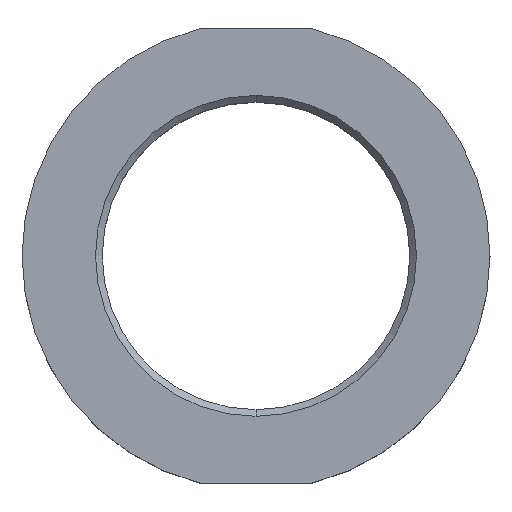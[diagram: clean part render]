
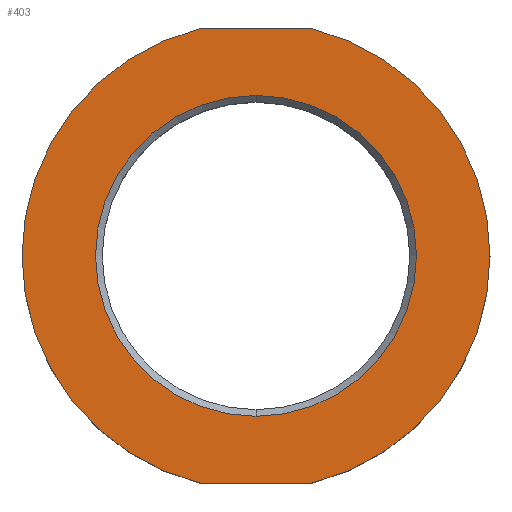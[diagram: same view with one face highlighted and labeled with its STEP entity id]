
A CAD part, top view. The second image highlights one B-rep face of the part: STEP entity #403.
In plain terms, the highlighted planar face has unit normal (0, 0, 1).
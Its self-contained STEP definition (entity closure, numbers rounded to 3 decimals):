
#14 = AXIS2_PLACEMENT_3D ( 'NONE', #687, #426, #185 ) ;
#50 = FACE_OUTER_BOUND ( 'NONE', #52, .T. ) ;
#52 = EDGE_LOOP ( 'NONE', ( #672, #211, #661, #455 ) ) ;
#82 = ORIENTED_EDGE ( 'NONE', *, *, #371, .T. ) ;
#149 = CIRCLE ( 'NONE', #357, 35. ) ;
#150 = FACE_BOUND ( 'NONE', #259, .T. ) ;
#162 = VERTEX_POINT ( 'NONE', #653 ) ;
#179 = CARTESIAN_POINT ( 'NONE',  ( 0., -24., 0. ) ) ;
#185 = DIRECTION ( 'NONE',  ( 0., -1., 0. ) ) ;
#211 = ORIENTED_EDGE ( 'NONE', *, *, #396, .F. ) ;
#259 = EDGE_LOOP ( 'NONE', ( #537, #82 ) ) ;
#288 = AXIS2_PLACEMENT_3D ( 'NONE', #617, #812, #560 ) ;
#289 = DIRECTION ( 'NONE',  ( 0., 0., -1. ) ) ;
#306 = CARTESIAN_POINT ( 'NONE',  ( 8.307, 34., 0. ) ) ;
#316 = CIRCLE ( 'NONE', #288, 35. ) ;
#326 = LINE ( 'NONE', #773, #703 ) ;
#337 = VECTOR ( 'NONE', #799, 1000. ) ;
#342 = CARTESIAN_POINT ( 'NONE',  ( 0., 24., 0. ) ) ;
#357 = AXIS2_PLACEMENT_3D ( 'NONE', #797, #289, #655 ) ;
#371 = EDGE_CURVE ( 'NONE', #587, #404, #379, .T. ) ;
#379 = CIRCLE ( 'NONE', #470, 24. ) ;
#396 = EDGE_CURVE ( 'NONE', #736, #535, #316, .T. ) ;
#403 = ADVANCED_FACE ( 'NONE', ( #150, #50 ), #748, .T. ) ;
#404 = VERTEX_POINT ( 'NONE', #179 ) ;
#426 = DIRECTION ( 'NONE',  ( 0., 0., -1. ) ) ;
#429 = DIRECTION ( 'NONE',  ( 0., -1., 0. ) ) ;
#434 = CARTESIAN_POINT ( 'NONE',  ( 0., 35., 0. ) ) ;
#436 = DIRECTION ( 'NONE',  ( 0., -1., 0. ) ) ;
#441 = EDGE_CURVE ( 'NONE', #404, #587, #705, .T. ) ;
#449 = DIRECTION ( 'NONE',  ( 1., 0., 0. ) ) ;
#455 = ORIENTED_EDGE ( 'NONE', *, *, #632, .F. ) ;
#470 = AXIS2_PLACEMENT_3D ( 'NONE', #682, #753, #436 ) ;
#501 = DIRECTION ( 'NONE',  ( 0., 0., 1. ) ) ;
#535 = VERTEX_POINT ( 'NONE', #722 ) ;
#537 = ORIENTED_EDGE ( 'NONE', *, *, #441, .T. ) ;
#559 = AXIS2_PLACEMENT_3D ( 'NONE', #434, #501, #429 ) ;
#560 = DIRECTION ( 'NONE',  ( 0., 1., 0. ) ) ;
#561 = EDGE_CURVE ( 'NONE', #162, #736, #663, .T. ) ;
#587 = VERTEX_POINT ( 'NONE', #342 ) ;
#599 = CARTESIAN_POINT ( 'NONE',  ( -35., 34., 0. ) ) ;
#617 = CARTESIAN_POINT ( 'NONE',  ( 0., 0., 0. ) ) ;
#618 = CARTESIAN_POINT ( 'NONE',  ( -8.307, -34., 0. ) ) ;
#632 = EDGE_CURVE ( 'NONE', #726, #162, #149, .T. ) ;
#653 = CARTESIAN_POINT ( 'NONE',  ( -8.307, 34., 0. ) ) ;
#655 = DIRECTION ( 'NONE',  ( 0., 1., 0. ) ) ;
#661 = ORIENTED_EDGE ( 'NONE', *, *, #561, .F. ) ;
#663 = LINE ( 'NONE', #599, #337 ) ;
#672 = ORIENTED_EDGE ( 'NONE', *, *, #790, .T. ) ;
#682 = CARTESIAN_POINT ( 'NONE',  ( 0., 0., 0. ) ) ;
#687 = CARTESIAN_POINT ( 'NONE',  ( 0., 0., 0. ) ) ;
#703 = VECTOR ( 'NONE', #449, 1000. ) ;
#705 = CIRCLE ( 'NONE', #14, 24. ) ;
#722 = CARTESIAN_POINT ( 'NONE',  ( 8.307, -34., 0. ) ) ;
#726 = VERTEX_POINT ( 'NONE', #618 ) ;
#736 = VERTEX_POINT ( 'NONE', #306 ) ;
#748 = PLANE ( 'NONE',  #559 ) ;
#753 = DIRECTION ( 'NONE',  ( 0., 0., -1. ) ) ;
#773 = CARTESIAN_POINT ( 'NONE',  ( -35., -34., 0. ) ) ;
#790 = EDGE_CURVE ( 'NONE', #726, #535, #326, .T. ) ;
#797 = CARTESIAN_POINT ( 'NONE',  ( 0., 0., 0. ) ) ;
#799 = DIRECTION ( 'NONE',  ( 1., 0., 0. ) ) ;
#812 = DIRECTION ( 'NONE',  ( 0., 0., -1. ) ) ;
